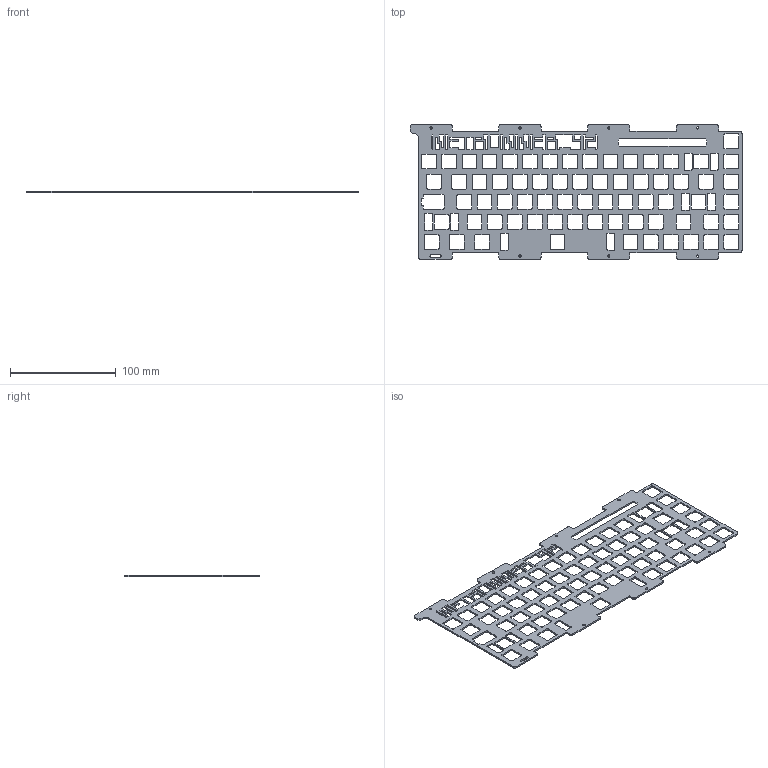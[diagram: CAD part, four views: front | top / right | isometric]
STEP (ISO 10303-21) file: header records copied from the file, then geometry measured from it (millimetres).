
FILE_DESCRIPTION(('HOOPS Exchange Step'),'2;1');
FILE_NAME('temp_export','2023-11-21T09:56:05+08:00',('zeder'),('Shapr3D Limited'),'HOOPS Exchange 2023.2','Shapr3D','Authorized');
FILE_SCHEMA( ('AUTOMOTIVE_DESIGN { 1 0 10303 214 1 1 1 1 }') );
Length unit declared in the file: millimetre
Products named in the file (1): root
Bounding box: 313.96 x 127.27 x 1.5 mm (x, y, z)
Volume: 30862.1 mm3; surface area: 50446.7 mm2
Topology: 1 solids, 1 shells, 842 faces, 2534 edges, 1694 vertices
Faces by surface type: plane 504, cylinder 338
Full cylindrical faces by diameter (mm): 2.2 x7
Entity records: 29024 total; most frequent: CARTESIAN_POINT 5071, ORIENTED_EDGE 5068, DIRECTION 4910, EDGE_CURVE 2534, VECTOR 1844, LINE 1844, VERTEX_POINT 1694, AXIS2_PLACEMENT_3D 1533
